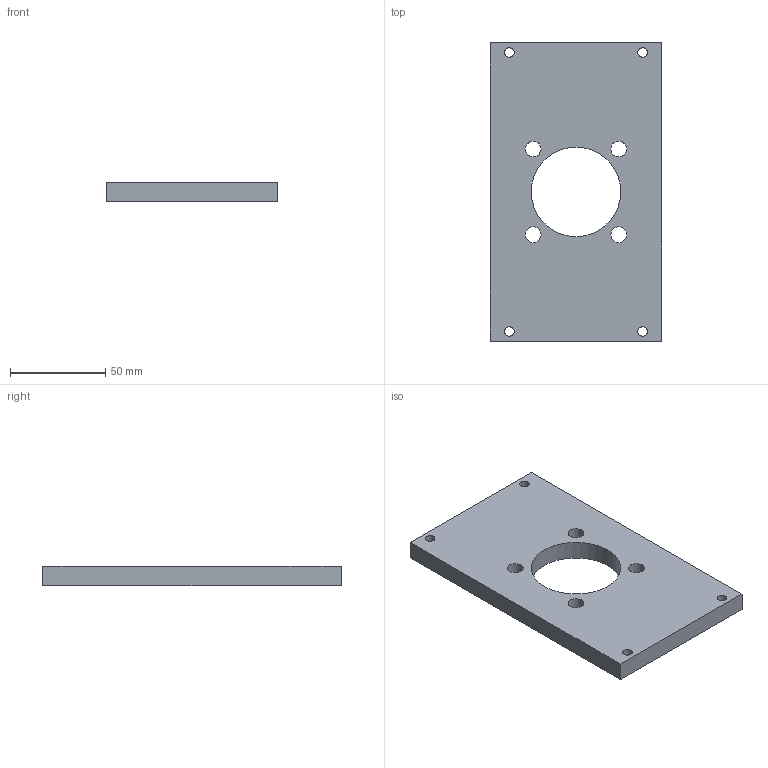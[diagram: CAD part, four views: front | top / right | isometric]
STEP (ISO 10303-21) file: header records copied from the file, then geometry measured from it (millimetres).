
FILE_DESCRIPTION(/* description */ (''),/* implementation_level */ '2;1');
FILE_NAME(/* name */ 'J3B2.step',/* time_stamp */ '2023-01-11T23:00:03-05:00',/* author */ (''),/* organization */ (''),/* preprocessor_version */ 'ST-DEVELOPER v19.2',/* originating_system */ 'Autodesk Translation Framework v11.17.0.187',/* authorisation */ '');
FILE_SCHEMA (('AUTOMOTIVE_DESIGN { 1 0 10303 214 3 1 1 }'));
Length unit declared in the file: millimetre
Products named in the file (1): Joints 3_Base 2
Bounding box: 90 x 156.5 x 10 mm (x, y, z)
Volume: 120552.9 mm3; surface area: 32188.5 mm2
Topology: 1 solids, 1 shells, 15 faces, 44 edges, 31 vertices
Faces by surface type: cylinder 9, plane 6
Full cylindrical faces by diameter (mm): 5 x4, 8.3 x4, 47 x1
Entity records: 592 total; most frequent: DIRECTION 94, CARTESIAN_POINT 91, ORIENTED_EDGE 88, EDGE_CURVE 44, AXIS2_PLACEMENT_3D 34, EDGE_LOOP 33, VERTEX_POINT 31, LINE 26
